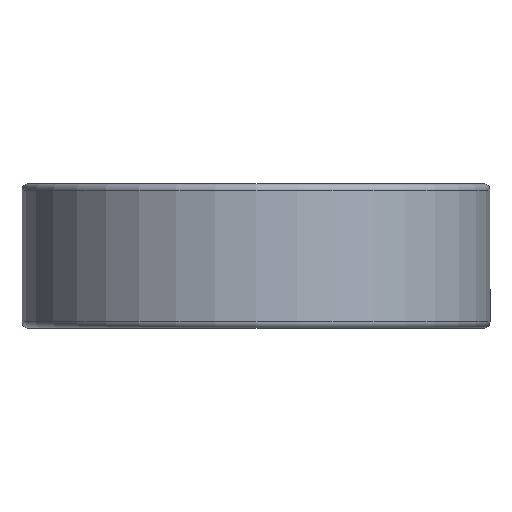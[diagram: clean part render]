
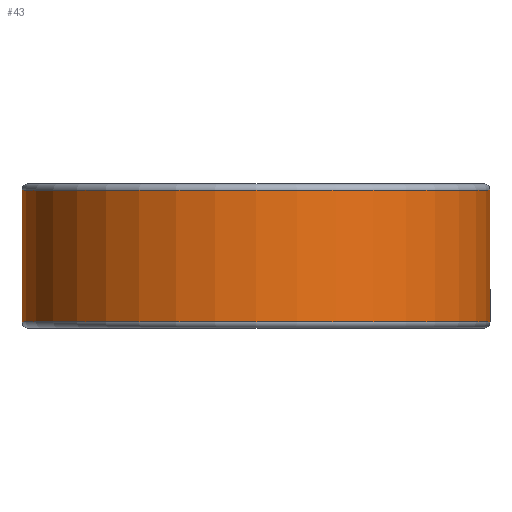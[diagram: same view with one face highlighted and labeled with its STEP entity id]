
A CAD part, front view. The second image highlights one B-rep face of the part: STEP entity #43.
In plain terms, the highlighted cylindrical face has radius 28.169 mm (diameter 56.337 mm), a partial arc.
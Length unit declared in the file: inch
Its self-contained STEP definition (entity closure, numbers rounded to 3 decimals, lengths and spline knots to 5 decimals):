
#13 = DIRECTION ( 'NONE',  ( 0., 0., 1. ) ) ;
#16 = CIRCLE ( 'NONE', #2434, 1.109 ) ;
#40 = DIRECTION ( 'NONE',  ( 0., 0., -1. ) ) ;
#43 = ADVANCED_FACE ( 'NONE', ( #1871 ), #1242, .T. ) ;
#170 = VERTEX_POINT ( 'NONE', #1237 ) ;
#231 = EDGE_LOOP ( 'NONE', ( #2161, #325, #791, #2341 ) ) ;
#248 = VECTOR ( 'NONE', #606, 39.37008 ) ;
#325 = ORIENTED_EDGE ( 'NONE', *, *, #858, .T. ) ;
#376 = EDGE_CURVE ( 'NONE', #170, #1649, #16, .T. ) ;
#464 = DIRECTION ( 'NONE',  ( 0., 0., 1. ) ) ;
#606 = DIRECTION ( 'NONE',  ( 0., 0., 1. ) ) ;
#626 = DIRECTION ( 'NONE',  ( 0., 0., 1. ) ) ;
#784 = VECTOR ( 'NONE', #40, 39.37008 ) ;
#791 = ORIENTED_EDGE ( 'NONE', *, *, #1190, .F. ) ;
#802 = VERTEX_POINT ( 'NONE', #2689 ) ;
#805 = DIRECTION ( 'NONE',  ( 1., 0., 0. ) ) ;
#812 = CARTESIAN_POINT ( 'NONE',  ( 2.14, -2.531, 0. ) ) ;
#858 = EDGE_CURVE ( 'NONE', #1649, #2537, #1053, .T. ) ;
#1053 = LINE ( 'NONE', #812, #248 ) ;
#1093 = CARTESIAN_POINT ( 'NONE',  ( 2.14, -2.531, -0.3125 ) ) ;
#1190 = EDGE_CURVE ( 'NONE', #802, #2537, #2262, .T. ) ;
#1237 = CARTESIAN_POINT ( 'NONE',  ( -0.078, -2.531, -0.3125 ) ) ;
#1242 = CYLINDRICAL_SURFACE ( 'NONE', #1422, 1.109 ) ;
#1257 = CARTESIAN_POINT ( 'NONE',  ( 1.031, -2.531, 0.3125 ) ) ;
#1270 = CARTESIAN_POINT ( 'NONE',  ( 1.031, -2.531, 0. ) ) ;
#1334 = EDGE_CURVE ( 'NONE', #802, #170, #1910, .T. ) ;
#1422 = AXIS2_PLACEMENT_3D ( 'NONE', #1270, #626, #805 ) ;
#1456 = DIRECTION ( 'NONE',  ( 1., 0., 0. ) ) ;
#1649 = VERTEX_POINT ( 'NONE', #1093 ) ;
#1731 = CARTESIAN_POINT ( 'NONE',  ( 1.031, -2.531, -0.3125 ) ) ;
#1803 = CARTESIAN_POINT ( 'NONE',  ( 2.14, -2.531, 0.3125 ) ) ;
#1871 = FACE_OUTER_BOUND ( 'NONE', #231, .T. ) ;
#1910 = LINE ( 'NONE', #1927, #784 ) ;
#1927 = CARTESIAN_POINT ( 'NONE',  ( -0.078, -2.531, 0.3125 ) ) ;
#1945 = DIRECTION ( 'NONE',  ( 1., 0., 0. ) ) ;
#2116 = AXIS2_PLACEMENT_3D ( 'NONE', #1257, #13, #1456 ) ;
#2161 = ORIENTED_EDGE ( 'NONE', *, *, #376, .T. ) ;
#2262 = CIRCLE ( 'NONE', #2116, 1.109 ) ;
#2341 = ORIENTED_EDGE ( 'NONE', *, *, #1334, .T. ) ;
#2434 = AXIS2_PLACEMENT_3D ( 'NONE', #1731, #464, #1945 ) ;
#2537 = VERTEX_POINT ( 'NONE', #1803 ) ;
#2689 = CARTESIAN_POINT ( 'NONE',  ( -0.078, -2.531, 0.3125 ) ) ;
